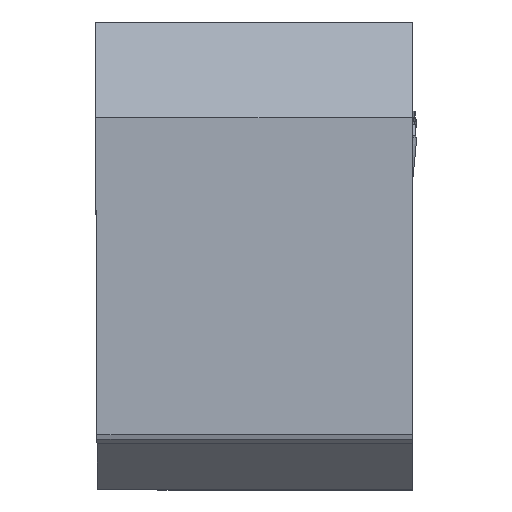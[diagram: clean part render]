
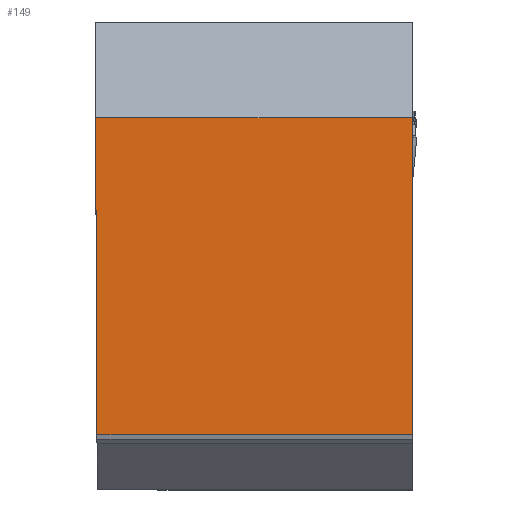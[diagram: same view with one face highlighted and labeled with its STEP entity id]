
A CAD part, top view. The second image highlights one B-rep face of the part: STEP entity #149.
In plain terms, the highlighted planar face has unit normal (0, 0, 1).
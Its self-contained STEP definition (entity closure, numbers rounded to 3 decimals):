
#149=ADVANCED_FACE('BLANK_BOXF006',(#292),#235,.T.);
#235=PLANE('',#1893);
#292=FACE_OUTER_BOUND('',#380,.T.);
#380=EDGE_LOOP('',(#631,#632,#633,#634));
#631=ORIENTED_EDGE('',*,*,#1238,.T.);
#632=ORIENTED_EDGE('',*,*,#1264,.F.);
#633=ORIENTED_EDGE('',*,*,#1205,.T.);
#634=ORIENTED_EDGE('',*,*,#1265,.T.);
#1043=VERTEX_POINT('',#2371);
#1044=VERTEX_POINT('',#2373);
#1073=VERTEX_POINT('',#2444);
#1074=VERTEX_POINT('',#2446);
#1205=EDGE_CURVE('',#1044,#1043,#1450,.T.);
#1238=EDGE_CURVE('',#1074,#1073,#1475,.T.);
#1264=EDGE_CURVE('',#1044,#1073,#1497,.T.);
#1265=EDGE_CURVE('',#1043,#1074,#1498,.T.);
#1450=LINE('',#2372,#1623);
#1475=LINE('',#2445,#1648);
#1497=LINE('',#2509,#1670);
#1498=LINE('',#2510,#1671);
#1623=VECTOR('',#1979,1.);
#1648=VECTOR('',#2026,1.);
#1670=VECTOR('',#2072,1.);
#1671=VECTOR('',#2073,1.);
#1893=AXIS2_PLACEMENT_3D('',#2511,#2074,#2075);
#1979=DIRECTION('',(0.,1.,0.));
#2026=DIRECTION('',(0.004,-1.,0.));
#2072=DIRECTION('',(-1.,0.,0.));
#2073=DIRECTION('',(-1.,0.,0.));
#2074=DIRECTION('',(0.,0.,1.));
#2075=DIRECTION('',(1.,0.,0.));
#2371=CARTESIAN_POINT('',(12.6,12.6,0.));
#2372=CARTESIAN_POINT('',(12.6,17.6,0.));
#2373=CARTESIAN_POINT('',(12.6,0.,0.));
#2444=CARTESIAN_POINT('',(0.055,0.,0.));
#2445=CARTESIAN_POINT('',(-0.022,17.696,0.));
#2446=CARTESIAN_POINT('',(0.,12.6,0.));
#2509=CARTESIAN_POINT('',(-22.,0.,0.));
#2510=CARTESIAN_POINT('',(-22.,12.6,0.));
#2511=CARTESIAN_POINT('',(-22.,17.6,0.));
